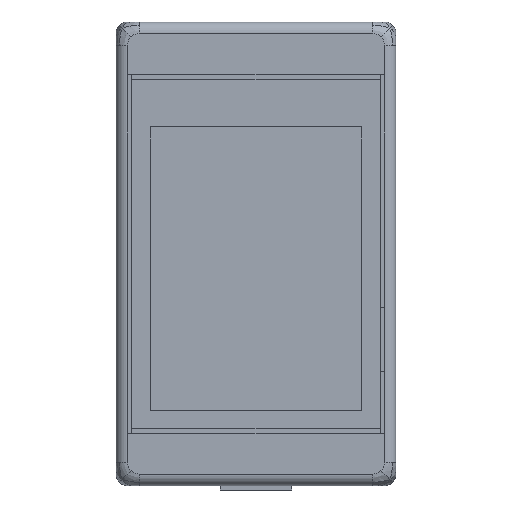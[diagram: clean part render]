
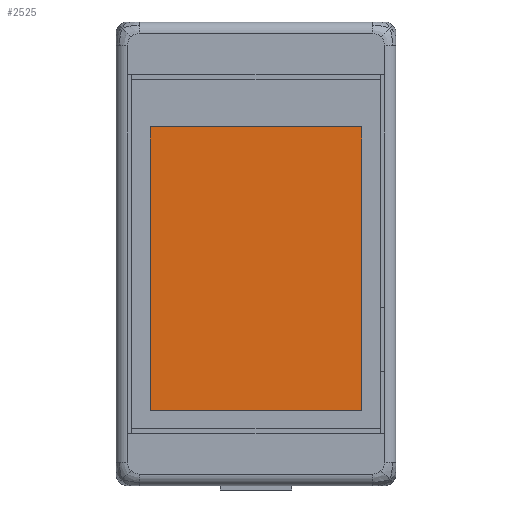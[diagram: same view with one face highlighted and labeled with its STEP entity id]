
A CAD part, left-side view. The second image highlights one B-rep face of the part: STEP entity #2525.
In plain terms, the highlighted planar face has unit normal (-1, 0, 0).
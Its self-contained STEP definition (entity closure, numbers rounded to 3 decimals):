
#125=PLANE('',#2700);
#226=FACE_OUTER_BOUND('',#378,.T.);
#378=EDGE_LOOP('',(#1855,#1856,#1857,#1858));
#554=LINE('',#3641,#826);
#555=LINE('',#3643,#827);
#556=LINE('',#3645,#828);
#557=LINE('',#3646,#829);
#826=VECTOR('',#2951,1000.);
#827=VECTOR('',#2952,1000.);
#828=VECTOR('',#2953,1000.);
#829=VECTOR('',#2954,1000.);
#1177=VERTEX_POINT('',#3639);
#1178=VERTEX_POINT('',#3640);
#1179=VERTEX_POINT('',#3642);
#1180=VERTEX_POINT('',#3644);
#1430=EDGE_CURVE('',#1177,#1178,#554,.T.);
#1431=EDGE_CURVE('',#1178,#1179,#555,.T.);
#1432=EDGE_CURVE('',#1179,#1180,#556,.T.);
#1433=EDGE_CURVE('',#1180,#1177,#557,.T.);
#1855=ORIENTED_EDGE('',*,*,#1431,.F.);
#1856=ORIENTED_EDGE('',*,*,#1430,.F.);
#1857=ORIENTED_EDGE('',*,*,#1433,.F.);
#1858=ORIENTED_EDGE('',*,*,#1432,.F.);
#2525=ADVANCED_FACE('',(#226),#125,.T.);
#2700=AXIS2_PLACEMENT_3D('',#3674,#2986,#2987);
#2951=DIRECTION('',(0.,0.,-1.));
#2952=DIRECTION('',(0.,1.,0.));
#2953=DIRECTION('',(0.,0.,1.));
#2954=DIRECTION('',(0.,-1.,0.));
#2986=DIRECTION('center_axis',(-1.,0.,0.));
#2987=DIRECTION('ref_axis',(0.,0.,1.));
#3639=CARTESIAN_POINT('',(-68.05,-18.25,50.89));
#3640=CARTESIAN_POINT('',(-68.05,-18.25,1.89));
#3641=CARTESIAN_POINT('',(-68.05,-18.25,29.));
#3642=CARTESIAN_POINT('',(-68.05,18.25,1.89));
#3643=CARTESIAN_POINT('',(-68.05,0.,1.89));
#3644=CARTESIAN_POINT('',(-68.05,18.25,50.89));
#3645=CARTESIAN_POINT('',(-68.05,18.25,29.));
#3646=CARTESIAN_POINT('',(-68.05,0.,50.89));
#3674=CARTESIAN_POINT('Origin',(-68.05,0.,29.));
